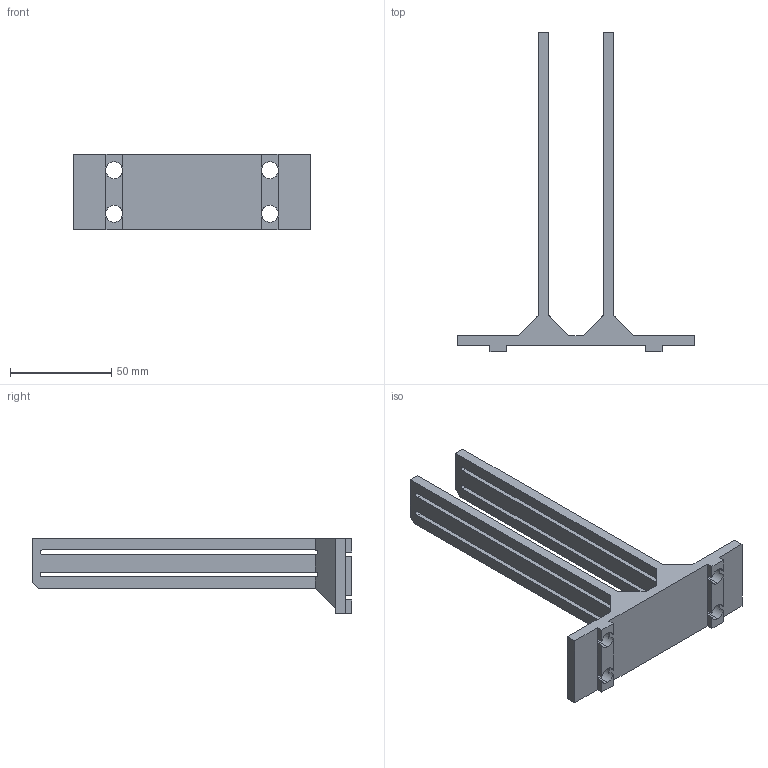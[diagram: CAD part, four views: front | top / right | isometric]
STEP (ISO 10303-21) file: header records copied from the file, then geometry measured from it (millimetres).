
FILE_DESCRIPTION (( 'STEP AP203' ), '1' );
FILE_NAME ('Part5.STEP', '2025-07-12T07:05:29', ( '' ), ( '' ), 'SwSTEP 2.0', 'SolidWorks 2024', '' );
FILE_SCHEMA (( 'CONFIG_CONTROL_DESIGN' ));
Length unit declared in the file: millimetre
Products named in the file (1): Part5
Bounding box: 117 x 158 x 37.5 mm (x, y, z)
Volume: 60276.7 mm3; surface area: 31991.4 mm2
Topology: 1 solids, 1 shells, 66 faces, 208 edges, 132 vertices
Faces by surface type: plane 50, cylinder 16
Entity records: 2381 total; most frequent: CARTESIAN_POINT 431, ORIENTED_EDGE 416, DIRECTION 374, EDGE_CURVE 208, LINE 160, VECTOR 160, VERTEX_POINT 132, AXIS2_PLACEMENT_3D 107
